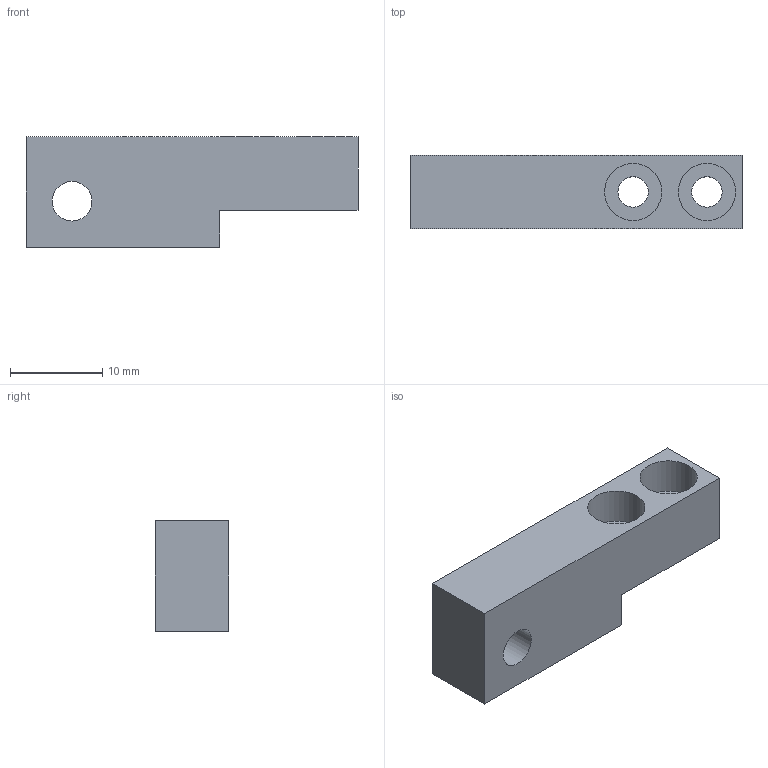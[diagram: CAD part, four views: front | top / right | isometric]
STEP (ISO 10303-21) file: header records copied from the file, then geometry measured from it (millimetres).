
FILE_DESCRIPTION( ( 'Unknown' ), '1' );
FILE_NAME( 'Support tip tilt miroir.stp', 'Unknown', ( 'Unknown' ), ( 'Unknown' ), 'PSStep 16.0.42', 'Unknown', ' ' );
FILE_SCHEMA( ( 'AUTOMOTIVE_DESIGN { 1 0 10303 214 1 1 1 1 }' ) );
Length unit declared in the file: millimetre
Products named in the file (1): 1
Bounding box: 36 x 8 x 12 mm (x, y, z)
Volume: 2431.2 mm3; surface area: 1835.8 mm2
Topology: 1 solids, 1 shells, 17 faces, 37 edges, 25 vertices
Faces by surface type: plane 11, cylinder 6
Full cylindrical faces by diameter (mm): 3.3 x2, 4.3 x1, 6.2 x2, 7.5 x1
Entity records: 596 total; most frequent: DIRECTION 78, CARTESIAN_POINT 72, ORIENTED_EDGE 60, EDGE_LOOP 32, AXIS2_PLACEMENT_3D 30, EDGE_CURVE 30, VERTEX_POINT 24, FACE_OUTER_BOUND 23
